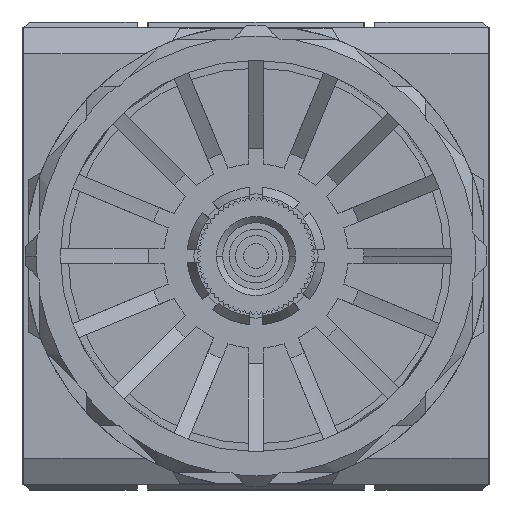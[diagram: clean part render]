
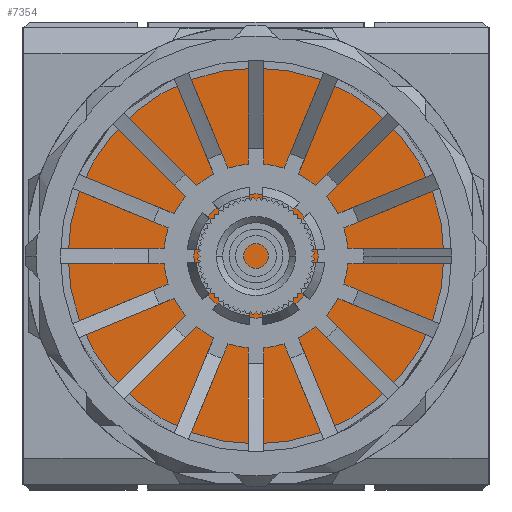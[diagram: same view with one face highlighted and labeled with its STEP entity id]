
A CAD part, front view. The second image highlights one B-rep face of the part: STEP entity #7354.
In plain terms, the highlighted planar face has unit normal (0, -1, 0).
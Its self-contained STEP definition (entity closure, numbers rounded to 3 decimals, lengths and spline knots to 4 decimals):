
#216 = DIRECTION ( 'NONE',  ( 1., 0., 0. ) ) ;
#2224 = ORIENTED_EDGE ( 'NONE', *, *, #39920, .T. ) ;
#4348 = CARTESIAN_POINT ( 'NONE',  ( 0., -4.3898, 0. ) ) ;
#6495 = DIRECTION ( 'NONE',  ( 0., 1., 0. ) ) ;
#7354 = ADVANCED_FACE ( 'NONE', ( #43559 ), #17883, .F. ) ;
#7754 = CIRCLE ( 'NONE', #34863, 0.9646 ) ;
#8210 = DIRECTION ( 'NONE',  ( 1., 0., 0. ) ) ;
#9660 = AXIS2_PLACEMENT_3D ( 'NONE', #13540, #6495, #17641 ) ;
#11583 = EDGE_CURVE ( 'NONE', #39414, #29950, #45636, .T. ) ;
#12324 = DIRECTION ( 'NONE',  ( 0., -1., 0. ) ) ;
#13540 = CARTESIAN_POINT ( 'NONE',  ( 0., -4.3898, 0.9646 ) ) ;
#15723 = CARTESIAN_POINT ( 'NONE',  ( 0., -4.3898, 0. ) ) ;
#17641 = DIRECTION ( 'NONE',  ( -1., 0., 0. ) ) ;
#17883 = PLANE ( 'NONE',  #9660 ) ;
#18941 = CARTESIAN_POINT ( 'NONE',  ( 0.9646, -4.3898, 0. ) ) ;
#19598 = EDGE_LOOP ( 'NONE', ( #45812, #2224 ) ) ;
#26184 = AXIS2_PLACEMENT_3D ( 'NONE', #4348, #26894, #216 ) ;
#26894 = DIRECTION ( 'NONE',  ( 0., -1., 0. ) ) ;
#29950 = VERTEX_POINT ( 'NONE', #31454 ) ;
#31454 = CARTESIAN_POINT ( 'NONE',  ( -0.9646, -4.3898, 0. ) ) ;
#34863 = AXIS2_PLACEMENT_3D ( 'NONE', #15723, #12324, #8210 ) ;
#39414 = VERTEX_POINT ( 'NONE', #18941 ) ;
#39920 = EDGE_CURVE ( 'NONE', #29950, #39414, #7754, .T. ) ;
#43559 = FACE_OUTER_BOUND ( 'NONE', #19598, .T. ) ;
#45636 = CIRCLE ( 'NONE', #26184, 0.9646 ) ;
#45812 = ORIENTED_EDGE ( 'NONE', *, *, #11583, .T. ) ;
